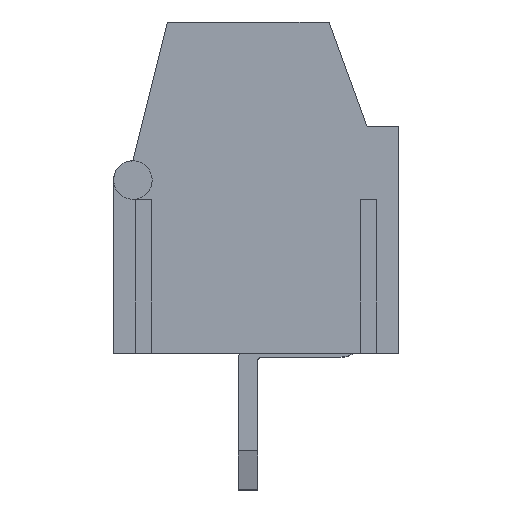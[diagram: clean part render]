
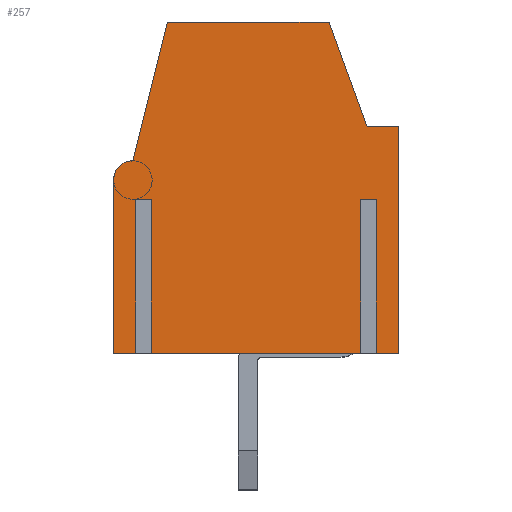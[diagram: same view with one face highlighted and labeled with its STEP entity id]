
A CAD part, top view. The second image highlights one B-rep face of the part: STEP entity #257.
In plain terms, the highlighted planar face has unit normal (0, 0, 1).
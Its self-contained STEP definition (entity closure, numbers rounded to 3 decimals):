
#257=ADVANCED_FACE('',(#491),#4170,.T.);
#491=FACE_OUTER_BOUND('',#727,.T.);
#727=EDGE_LOOP('',(#1415,#1416,#1417,#1418,#1419,#1420,#1421,#1422,#1423,
#1424,#1425,#1426,#1427,#1428,#1429,#1430));
#1415=ORIENTED_EDGE('',*,*,#2468,.T.);
#1416=ORIENTED_EDGE('',*,*,#2475,.T.);
#1417=ORIENTED_EDGE('',*,*,#2385,.T.);
#1418=ORIENTED_EDGE('',*,*,#2383,.T.);
#1419=ORIENTED_EDGE('',*,*,#2393,.T.);
#1420=ORIENTED_EDGE('',*,*,#2474,.T.);
#1421=ORIENTED_EDGE('',*,*,#2433,.T.);
#1422=ORIENTED_EDGE('',*,*,#2436,.T.);
#1423=ORIENTED_EDGE('',*,*,#2439,.T.);
#1424=ORIENTED_EDGE('',*,*,#2456,.T.);
#1425=ORIENTED_EDGE('',*,*,#2459,.T.);
#1426=ORIENTED_EDGE('',*,*,#2472,.F.);
#1427=ORIENTED_EDGE('',*,*,#2473,.F.);
#1428=ORIENTED_EDGE('',*,*,#2476,.T.);
#1429=ORIENTED_EDGE('',*,*,#2461,.T.);
#1430=ORIENTED_EDGE('',*,*,#2471,.T.);
#2383=EDGE_CURVE('',#3724,#3725,#3143,.T.);
#2385=EDGE_CURVE('',#3728,#3724,#3145,.T.);
#2393=EDGE_CURVE('',#3725,#3731,#3153,.T.);
#2433=EDGE_CURVE('',#3762,#3763,#3193,.T.);
#2436=EDGE_CURVE('',#3763,#3765,#3196,.T.);
#2439=EDGE_CURVE('',#3765,#3767,#3199,.T.);
#2456=EDGE_CURVE('',#3767,#3777,#3208,.T.);
#2459=EDGE_CURVE('',#3777,#3778,#3211,.T.);
#2461=EDGE_CURVE('',#3781,#3782,#3213,.T.);
#2468=EDGE_CURVE('',#3787,#3786,#3220,.T.);
#2471=EDGE_CURVE('',#3782,#3787,#3223,.T.);
#2472=EDGE_CURVE('',#3788,#3778,#2891,.T.);
#2473=EDGE_CURVE('',#3789,#3788,#3224,.T.);
#2474=EDGE_CURVE('',#3731,#3762,#3225,.T.);
#2475=EDGE_CURVE('',#3786,#3728,#3226,.T.);
#2476=EDGE_CURVE('',#3789,#3781,#3227,.T.);
#2891=(
BOUNDED_CURVE()
B_SPLINE_CURVE(2,(#5987,#5988,#5989),.UNSPECIFIED.,.F.,.F.)
B_SPLINE_CURVE_WITH_KNOTS((3,3),(-0.785,0.),.UNSPECIFIED.)
CURVE()
GEOMETRIC_REPRESENTATION_ITEM()
RATIONAL_B_SPLINE_CURVE((1.,0.707,1.))
REPRESENTATION_ITEM('')
);
#3143=B_SPLINE_CURVE_WITH_KNOTS('',1,(#5785,#5786),.UNSPECIFIED.,.F.,.F.,
(2,2),(0.,0.4),.UNSPECIFIED.);
#3145=B_SPLINE_CURVE_WITH_KNOTS('',1,(#5789,#5790),.UNSPECIFIED.,.F.,.F.,
(2,2),(0.,4.),.UNSPECIFIED.);
#3153=B_SPLINE_CURVE_WITH_KNOTS('',1,(#5805,#5806),.UNSPECIFIED.,.F.,.F.,
(2,2),(-4.,0.),.UNSPECIFIED.);
#3193=B_SPLINE_CURVE_WITH_KNOTS('',1,(#5885,#5886),.UNSPECIFIED.,.F.,.F.,
(2,2),(0.,5.9),.UNSPECIFIED.);
#3196=B_SPLINE_CURVE_WITH_KNOTS('',1,(#5891,#5892),.UNSPECIFIED.,.F.,.F.,
(2,2),(0.,0.814),.UNSPECIFIED.);
#3199=B_SPLINE_CURVE_WITH_KNOTS('',1,(#5897,#5898),.UNSPECIFIED.,.F.,.F.,
(2,2),(-2.884,0.),.UNSPECIFIED.);
#3208=B_SPLINE_CURVE_WITH_KNOTS('',1,(#5955,#5956),.UNSPECIFIED.,.F.,.F.,
(2,2),(-4.2,0.),.UNSPECIFIED.);
#3211=B_SPLINE_CURVE_WITH_KNOTS('',1,(#5961,#5962),.UNSPECIFIED.,.F.,.F.,
(2,2),(-3.72,0.),.UNSPECIFIED.);
#3213=B_SPLINE_CURVE_WITH_KNOTS('',1,(#5965,#5966),.UNSPECIFIED.,.F.,.F.,
(2,2),(0.,4.),.UNSPECIFIED.);
#3220=B_SPLINE_CURVE_WITH_KNOTS('',1,(#5979,#5980),.UNSPECIFIED.,.F.,.F.,
(2,2),(-4.,0.),.UNSPECIFIED.);
#3223=B_SPLINE_CURVE_WITH_KNOTS('',1,(#5985,#5986),.UNSPECIFIED.,.F.,.F.,
(2,2),(0.,0.4),.UNSPECIFIED.);
#3224=B_SPLINE_CURVE_WITH_KNOTS('',1,(#5990,#5991),.UNSPECIFIED.,.F.,.F.,
(2,2),(0.,4.5),.UNSPECIFIED.);
#3225=B_SPLINE_CURVE_WITH_KNOTS('',1,(#5992,#5993),.UNSPECIFIED.,.F.,.F.,
(2,2),(0.,0.58),.UNSPECIFIED.);
#3226=B_SPLINE_CURVE_WITH_KNOTS('',1,(#5994,#5995),.UNSPECIFIED.,.F.,.F.,
(2,2),(0.,5.44),.UNSPECIFIED.);
#3227=B_SPLINE_CURVE_WITH_KNOTS('',1,(#5996,#5997),.UNSPECIFIED.,.F.,.F.,
(2,2),(0.,0.58),.UNSPECIFIED.);
#3724=VERTEX_POINT('',#5697);
#3725=VERTEX_POINT('',#5698);
#3728=VERTEX_POINT('',#5701);
#3731=VERTEX_POINT('',#5704);
#3762=VERTEX_POINT('',#5735);
#3763=VERTEX_POINT('',#5736);
#3765=VERTEX_POINT('',#5738);
#3767=VERTEX_POINT('',#5740);
#3777=VERTEX_POINT('',#5750);
#3778=VERTEX_POINT('',#5751);
#3781=VERTEX_POINT('',#5754);
#3782=VERTEX_POINT('',#5755);
#3786=VERTEX_POINT('',#5759);
#3787=VERTEX_POINT('',#5760);
#3788=VERTEX_POINT('',#5761);
#3789=VERTEX_POINT('',#5762);
#4170=PLANE('',#4392);
#4392=AXIS2_PLACEMENT_3D('',#5667,#4597,$);
#4597=DIRECTION('',(0.,0.,1.));
#5667=CARTESIAN_POINT('',(-4.234,-0.862,5.25));
#5697=CARTESIAN_POINT('',(2.927,4.001,5.25));
#5698=CARTESIAN_POINT('',(3.327,4.001,5.25));
#5701=CARTESIAN_POINT('',(2.927,0.001,5.25));
#5704=CARTESIAN_POINT('',(3.327,0.001,5.25));
#5735=CARTESIAN_POINT('',(3.907,0.001,5.25));
#5736=CARTESIAN_POINT('',(3.907,5.901,5.25));
#5738=CARTESIAN_POINT('',(3.093,5.901,5.25));
#5740=CARTESIAN_POINT('',(2.107,8.61,5.25));
#5750=CARTESIAN_POINT('',(-2.093,8.61,5.25));
#5751=CARTESIAN_POINT('',(-2.993,5.001,5.25));
#5754=CARTESIAN_POINT('',(-2.913,0.001,5.25));
#5755=CARTESIAN_POINT('',(-2.913,4.001,5.25));
#5759=CARTESIAN_POINT('',(-2.513,0.001,5.25));
#5760=CARTESIAN_POINT('',(-2.513,4.001,5.25));
#5761=CARTESIAN_POINT('',(-3.493,4.501,5.25));
#5762=CARTESIAN_POINT('',(-3.493,0.001,5.25));
#5785=CARTESIAN_POINT('',(2.927,4.001,5.25));
#5786=CARTESIAN_POINT('',(3.327,4.001,5.25));
#5789=CARTESIAN_POINT('',(2.927,0.001,5.25));
#5790=CARTESIAN_POINT('',(2.927,4.001,5.25));
#5805=CARTESIAN_POINT('',(3.327,4.001,5.25));
#5806=CARTESIAN_POINT('',(3.327,0.001,5.25));
#5885=CARTESIAN_POINT('',(3.907,0.001,5.25));
#5886=CARTESIAN_POINT('',(3.907,5.901,5.25));
#5891=CARTESIAN_POINT('',(3.907,5.901,5.25));
#5892=CARTESIAN_POINT('',(3.093,5.901,5.25));
#5897=CARTESIAN_POINT('',(3.093,5.901,5.25));
#5898=CARTESIAN_POINT('',(2.107,8.61,5.25));
#5955=CARTESIAN_POINT('',(2.107,8.61,5.25));
#5956=CARTESIAN_POINT('',(-2.093,8.61,5.25));
#5961=CARTESIAN_POINT('',(-2.093,8.61,5.25));
#5962=CARTESIAN_POINT('',(-2.993,5.001,5.25));
#5965=CARTESIAN_POINT('',(-2.913,0.001,5.25));
#5966=CARTESIAN_POINT('',(-2.913,4.001,5.25));
#5979=CARTESIAN_POINT('',(-2.513,4.001,5.25));
#5980=CARTESIAN_POINT('',(-2.513,0.001,5.25));
#5985=CARTESIAN_POINT('',(-2.913,4.001,5.25));
#5986=CARTESIAN_POINT('',(-2.513,4.001,5.25));
#5987=CARTESIAN_POINT('',(-3.493,4.501,5.25));
#5988=CARTESIAN_POINT('',(-3.493,5.001,5.25));
#5989=CARTESIAN_POINT('',(-2.993,5.001,5.25));
#5990=CARTESIAN_POINT('',(-3.493,0.001,5.25));
#5991=CARTESIAN_POINT('',(-3.493,4.501,5.25));
#5992=CARTESIAN_POINT('',(3.327,0.001,5.25));
#5993=CARTESIAN_POINT('',(3.907,0.001,5.25));
#5994=CARTESIAN_POINT('',(-2.513,0.001,5.25));
#5995=CARTESIAN_POINT('',(2.927,0.001,5.25));
#5996=CARTESIAN_POINT('',(-3.493,0.001,5.25));
#5997=CARTESIAN_POINT('',(-2.913,0.001,5.25));
